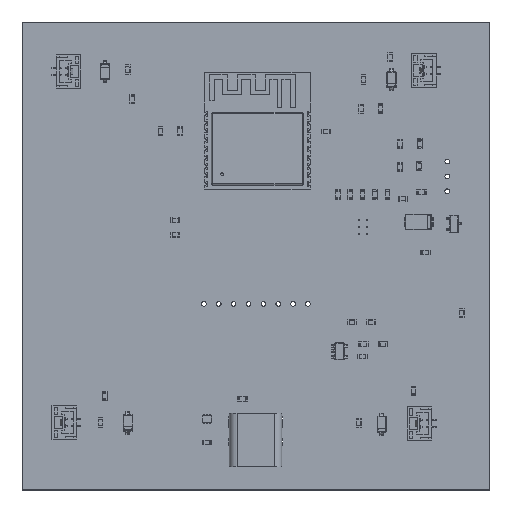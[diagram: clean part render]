
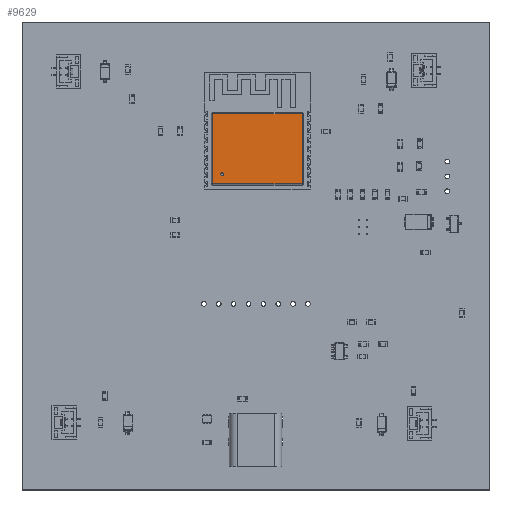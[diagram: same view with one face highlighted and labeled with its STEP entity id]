
A CAD part, top view. The second image highlights one B-rep face of the part: STEP entity #9629.
In plain terms, the highlighted planar face has unit normal (0, 0, 1).
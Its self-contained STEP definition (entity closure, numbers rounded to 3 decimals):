
#9453 = VERTEX_POINT('',#9454);
#9454 = CARTESIAN_POINT('',(-7.65,5.98,3.2));
#9461 = EDGE_CURVE('',#9453,#9462,#9464,.T.);
#9462 = VERTEX_POINT('',#9463);
#9463 = CARTESIAN_POINT('',(7.65,5.98,3.2));
#9464 = LINE('',#9465,#9466);
#9465 = CARTESIAN_POINT('',(-7.85,5.98,3.2));
#9466 = VECTOR('',#9467,1.);
#9467 = DIRECTION('',(1.,0.,0.));
#9629 = ADVANCED_FACE('',(#9630,#9655),#9666,.T.);
#9630 = FACE_BOUND('',#9631,.T.);
#9631 = EDGE_LOOP('',(#9632,#9640,#9641,#9649));
#9632 = ORIENTED_EDGE('',*,*,#9633,.F.);
#9633 = EDGE_CURVE('',#9462,#9634,#9636,.T.);
#9634 = VERTEX_POINT('',#9635);
#9635 = CARTESIAN_POINT('',(7.65,-5.99,3.2));
#9636 = LINE('',#9637,#9638);
#9637 = CARTESIAN_POINT('',(7.65,6.18,3.2));
#9638 = VECTOR('',#9639,1.);
#9639 = DIRECTION('',(0.,-1.,0.));
#9640 = ORIENTED_EDGE('',*,*,#9461,.F.);
#9641 = ORIENTED_EDGE('',*,*,#9642,.F.);
#9642 = EDGE_CURVE('',#9643,#9453,#9645,.T.);
#9643 = VERTEX_POINT('',#9644);
#9644 = CARTESIAN_POINT('',(-7.65,-5.99,3.2));
#9645 = LINE('',#9646,#9647);
#9646 = CARTESIAN_POINT('',(-7.65,-6.19,3.2));
#9647 = VECTOR('',#9648,1.);
#9648 = DIRECTION('',(0.,1.,0.));
#9649 = ORIENTED_EDGE('',*,*,#9650,.F.);
#9650 = EDGE_CURVE('',#9634,#9643,#9651,.T.);
#9651 = LINE('',#9652,#9653);
#9652 = CARTESIAN_POINT('',(7.85,-5.99,3.2));
#9653 = VECTOR('',#9654,1.);
#9654 = DIRECTION('',(-1.,0.,0.));
#9655 = FACE_BOUND('',#9656,.T.);
#9656 = EDGE_LOOP('',(#9657));
#9657 = ORIENTED_EDGE('',*,*,#9658,.F.);
#9658 = EDGE_CURVE('',#9659,#9659,#9661,.T.);
#9659 = VERTEX_POINT('',#9660);
#9660 = CARTESIAN_POINT('',(-5.75,-4.34,3.2));
#9661 = CIRCLE('',#9662,0.25);
#9662 = AXIS2_PLACEMENT_3D('',#9663,#9664,#9665);
#9663 = CARTESIAN_POINT('',(-6.,-4.34,3.2));
#9664 = DIRECTION('',(0.,0.,1.));
#9665 = DIRECTION('',(1.,0.,-0.));
#9666 = PLANE('',#9667);
#9667 = AXIS2_PLACEMENT_3D('',#9668,#9669,#9670);
#9668 = CARTESIAN_POINT('',(0.,-0.005,3.2));
#9669 = DIRECTION('',(0.,0.,1.));
#9670 = DIRECTION('',(1.,0.,-0.));
